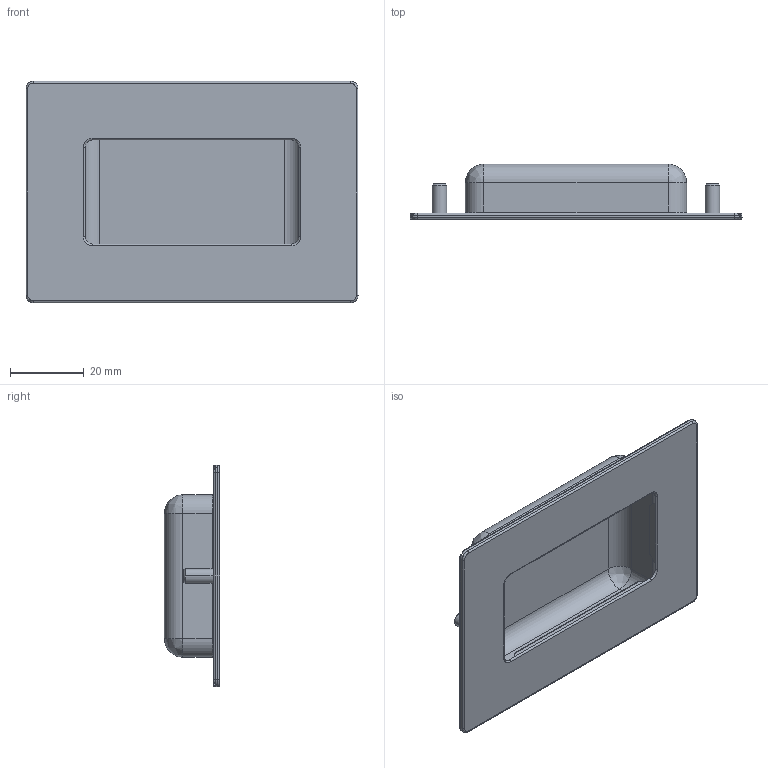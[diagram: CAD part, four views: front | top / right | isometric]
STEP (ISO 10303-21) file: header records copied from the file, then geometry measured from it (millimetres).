
FILE_DESCRIPTION (( 'STEP AP214' ), '1' );
FILE_NAME ('ES-1311.STEP', '2018-09-10T06:37:56', ( '' ), ( '' ), 'SwSTEP 2.0', 'SolidWorks 2010', '' );
FILE_SCHEMA (( 'AUTOMOTIVE_DESIGN' ));
Length unit declared in the file: millimetre
Products named in the file (3): ES-1311; ES-1311 本體; ES-1311 上蓋
Assembly tree (2 placements, depth 2):
  ES-1311
    ES-1311 本體
    ES-1311 上蓋
Bounding box: 90 x 15 x 60 mm (x, y, z)
Volume: 6485.3 mm3; surface area: 25440.9 mm2
Topology: 2 solids, 2 shells, 206 faces, 524 edges, 320 vertices
Faces by surface type: plane 88, cylinder 82, bspline 32, cone 4
Entity records: 9132 total; most frequent: CARTESIAN_POINT 2075, ORIENTED_EDGE 1032, DIRECTION 942, EDGE_CURVE 516, AXIS2_PLACEMENT_3D 335, VERTEX_POINT 320, LINE 272, VECTOR 272
